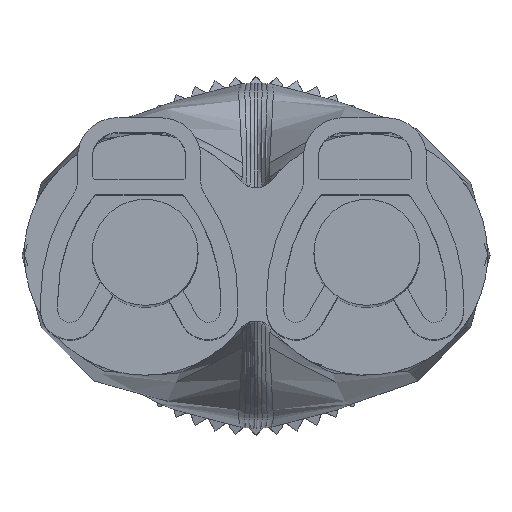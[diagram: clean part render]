
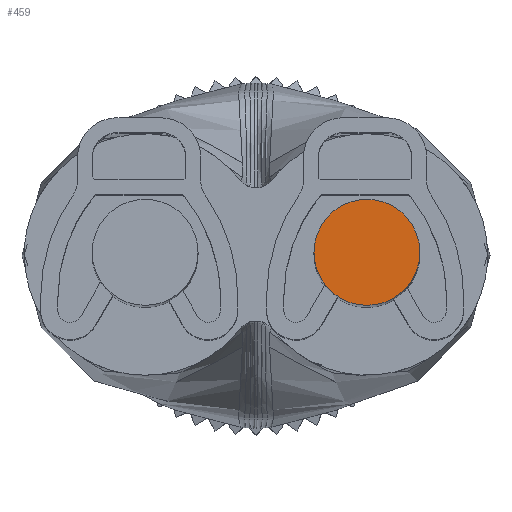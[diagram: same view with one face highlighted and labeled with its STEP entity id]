
A CAD part, top view. The second image highlights one B-rep face of the part: STEP entity #459.
In plain terms, the highlighted planar face has unit normal (0, 0, 1).
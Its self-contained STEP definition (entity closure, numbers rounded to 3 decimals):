
#61=AXIS2_PLACEMENT_3D('Circle Axis2P3D',#59,#60,$) ;
#86=AXIS2_PLACEMENT_3D('Circle Axis2P3D',#84,#85,$) ;
#453=AXIS2_PLACEMENT_3D('Plane Axis2P3D',#450,#451,#452) ;
#42=CARTESIAN_POINT('Vertex',(16.15,7.3,96.)) ;
#56=CARTESIAN_POINT('Vertex',(11.85,7.3,96.)) ;
#59=CARTESIAN_POINT('Axis2P3D Location',(14.,7.3,96.)) ;
#84=CARTESIAN_POINT('Axis2P3D Location',(14.,7.3,96.)) ;
#450=CARTESIAN_POINT('Axis2P3D Location',(-2.4,0.,96.)) ;
#60=DIRECTION('Axis2P3D Direction',(0.,0.,1.)) ;
#85=DIRECTION('Axis2P3D Direction',(0.,0.,1.)) ;
#451=DIRECTION('Axis2P3D Direction',(0.,0.,1.)) ;
#452=DIRECTION('Axis2P3D XDirection',(1.,0.,0.)) ;
#456=ORIENTED_EDGE('',*,*,#63,.T.) ;
#457=ORIENTED_EDGE('',*,*,#88,.T.) ;
#459=ADVANCED_FACE('Hauptk\X2\00F6\X0\rper',(#458),#454,.T.) ;
#62=CIRCLE('generated circle',#61,2.15) ;
#87=CIRCLE('generated circle',#86,2.15) ;
#63=EDGE_CURVE('',#43,#57,#62,.T.) ;
#88=EDGE_CURVE('',#57,#43,#87,.T.) ;
#455=EDGE_LOOP('',(#456,#457)) ;
#458=FACE_OUTER_BOUND('',#455,.T.) ;
#454=PLANE('',#453) ;
#43=VERTEX_POINT('',#42) ;
#57=VERTEX_POINT('',#56) ;
